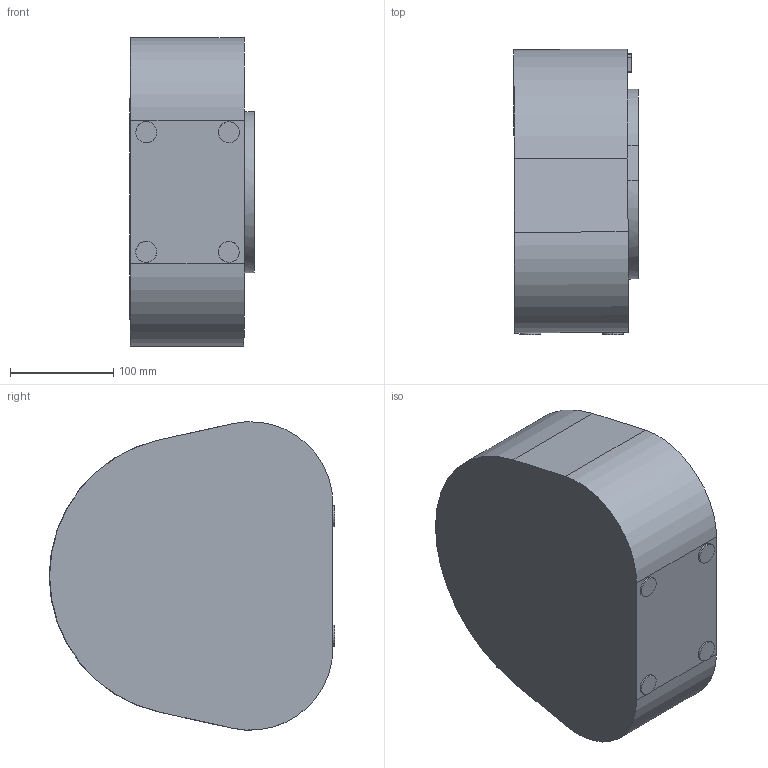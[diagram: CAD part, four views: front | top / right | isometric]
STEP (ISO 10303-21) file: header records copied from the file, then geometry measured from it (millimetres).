
FILE_DESCRIPTION(/* description */ (''),/* implementation_level */ '2;1');
FILE_NAME(/* name */ '干燥盒轮廓.stp',/* time_stamp */ '2024-04-18T09:20:44+08:00',/* author */ (''),/* organization */ (''),/* preprocessor_version */ 'ST-DEVELOPER v16',/* originating_system */ 'SIEMENS PLM Software NX 11.0',/* authorisation */ '');
FILE_SCHEMA (('AUTOMOTIVE_DESIGN { 1 0 10303 214 3 1 1 1 }'));
Length unit declared in the file: millimetre
Products named in the file (1): 干燥盒轮廓
Bounding box: 120.65 x 276.87 x 298.92 mm (x, y, z)
Volume: 7616812.8 mm3; surface area: 277872.8 mm2
Topology: 1 solids, 1 shells, 35 faces, 81 edges, 54 vertices
Faces by surface type: plane 19, extrusion 10, cylinder 6
Entity records: 1611 total; most frequent: CARTESIAN_POINT 823, ORIENTED_EDGE 162, DIRECTION 130, EDGE_CURVE 81, VERTEX_POINT 54, VECTOR 50, EDGE_LOOP 41, LINE 40
